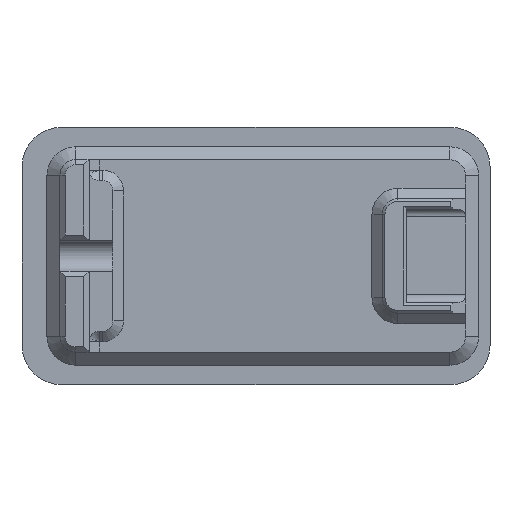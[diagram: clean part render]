
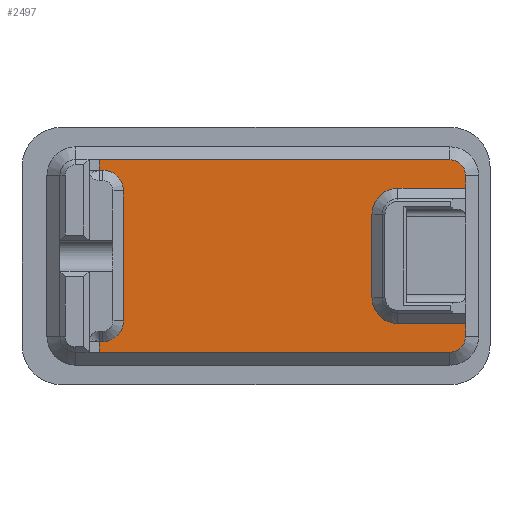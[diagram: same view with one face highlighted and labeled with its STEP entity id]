
A CAD part, top view. The second image highlights one B-rep face of the part: STEP entity #2497.
In plain terms, the highlighted planar face has unit normal (0, 0, 1).
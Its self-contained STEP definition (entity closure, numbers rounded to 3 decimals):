
#104=CIRCLE('',#2685,2.);
#106=CIRCLE('',#2689,2.);
#109=CIRCLE('',#2697,1.5);
#110=CIRCLE('',#2698,2.5);
#111=CIRCLE('',#2699,2.5);
#112=CIRCLE('',#2700,1.5);
#240=FACE_OUTER_BOUND('',#405,.T.);
#405=EDGE_LOOP('',(#1702,#1703,#1704,#1705,#1706,#1707,#1708,#1709,#1710,
#1711,#1712,#1713,#1714,#1715,#1716,#1717,#1718,#1719));
#591=LINE('',#3771,#839);
#595=LINE('',#3779,#843);
#598=LINE('',#3790,#846);
#603=LINE('',#3803,#851);
#605=LINE('',#3810,#853);
#608=LINE('',#3818,#856);
#609=LINE('',#3822,#857);
#610=LINE('',#3824,#858);
#611=LINE('',#3828,#859);
#612=LINE('',#3832,#860);
#613=LINE('',#3834,#861);
#614=LINE('',#3837,#862);
#839=VECTOR('',#2965,10.);
#843=VECTOR('',#2971,10.);
#846=VECTOR('',#2982,10.);
#851=VECTOR('',#2995,10.);
#853=VECTOR('',#3003,10.);
#856=VECTOR('',#3012,10.);
#857=VECTOR('',#3015,10.);
#858=VECTOR('',#3016,10.);
#859=VECTOR('',#3019,10.);
#860=VECTOR('',#3022,10.);
#861=VECTOR('',#3023,10.);
#862=VECTOR('',#3026,10.);
#1085=VERTEX_POINT('',#3765);
#1087=VERTEX_POINT('',#3769);
#1090=VERTEX_POINT('',#3777);
#1092=VERTEX_POINT('',#3783);
#1094=VERTEX_POINT('',#3788);
#1096=VERTEX_POINT('',#3795);
#1098=VERTEX_POINT('',#3801);
#1100=VERTEX_POINT('',#3808);
#1102=VERTEX_POINT('',#3817);
#1103=VERTEX_POINT('',#3819);
#1104=VERTEX_POINT('',#3821);
#1105=VERTEX_POINT('',#3823);
#1106=VERTEX_POINT('',#3825);
#1107=VERTEX_POINT('',#3827);
#1108=VERTEX_POINT('',#3829);
#1109=VERTEX_POINT('',#3831);
#1110=VERTEX_POINT('',#3833);
#1111=VERTEX_POINT('',#3835);
#1311=EDGE_CURVE('',#1087,#1085,#591,.T.);
#1315=EDGE_CURVE('',#1090,#1087,#595,.T.);
#1318=EDGE_CURVE('',#1092,#1090,#104,.T.);
#1320=EDGE_CURVE('',#1094,#1092,#598,.T.);
#1324=EDGE_CURVE('',#1096,#1094,#106,.T.);
#1327=EDGE_CURVE('',#1098,#1096,#603,.T.);
#1330=EDGE_CURVE('',#1100,#1098,#605,.T.);
#1334=EDGE_CURVE('',#1102,#1100,#608,.T.);
#1335=EDGE_CURVE('',#1103,#1102,#109,.T.);
#1336=EDGE_CURVE('',#1104,#1103,#609,.T.);
#1337=EDGE_CURVE('',#1105,#1104,#610,.T.);
#1338=EDGE_CURVE('',#1106,#1105,#110,.T.);
#1339=EDGE_CURVE('',#1107,#1106,#611,.T.);
#1340=EDGE_CURVE('',#1108,#1107,#111,.T.);
#1341=EDGE_CURVE('',#1109,#1108,#612,.T.);
#1342=EDGE_CURVE('',#1110,#1109,#613,.T.);
#1343=EDGE_CURVE('',#1111,#1110,#112,.T.);
#1344=EDGE_CURVE('',#1085,#1111,#614,.T.);
#1702=ORIENTED_EDGE('',*,*,#1311,.F.);
#1703=ORIENTED_EDGE('',*,*,#1315,.F.);
#1704=ORIENTED_EDGE('',*,*,#1318,.F.);
#1705=ORIENTED_EDGE('',*,*,#1320,.F.);
#1706=ORIENTED_EDGE('',*,*,#1324,.F.);
#1707=ORIENTED_EDGE('',*,*,#1327,.F.);
#1708=ORIENTED_EDGE('',*,*,#1330,.F.);
#1709=ORIENTED_EDGE('',*,*,#1334,.F.);
#1710=ORIENTED_EDGE('',*,*,#1335,.F.);
#1711=ORIENTED_EDGE('',*,*,#1336,.F.);
#1712=ORIENTED_EDGE('',*,*,#1337,.F.);
#1713=ORIENTED_EDGE('',*,*,#1338,.F.);
#1714=ORIENTED_EDGE('',*,*,#1339,.F.);
#1715=ORIENTED_EDGE('',*,*,#1340,.F.);
#1716=ORIENTED_EDGE('',*,*,#1341,.F.);
#1717=ORIENTED_EDGE('',*,*,#1342,.F.);
#1718=ORIENTED_EDGE('',*,*,#1343,.F.);
#1719=ORIENTED_EDGE('',*,*,#1344,.F.);
#2393=PLANE('',#2696);
#2497=ADVANCED_FACE('',(#240),#2393,.T.);
#2685=AXIS2_PLACEMENT_3D('',#3785,#2977,#2978);
#2689=AXIS2_PLACEMENT_3D('',#3797,#2989,#2990);
#2696=AXIS2_PLACEMENT_3D('',#3816,#3010,#3011);
#2697=AXIS2_PLACEMENT_3D('',#3820,#3013,#3014);
#2698=AXIS2_PLACEMENT_3D('',#3826,#3017,#3018);
#2699=AXIS2_PLACEMENT_3D('',#3830,#3020,#3021);
#2700=AXIS2_PLACEMENT_3D('',#3836,#3024,#3025);
#2965=DIRECTION('',(0.,1.,0.));
#2971=DIRECTION('',(-1.,0.,0.));
#2977=DIRECTION('center_axis',(0.,0.,1.));
#2978=DIRECTION('ref_axis',(0.707,0.707,0.));
#2982=DIRECTION('',(0.,1.,0.));
#2989=DIRECTION('center_axis',(0.,0.,1.));
#2990=DIRECTION('ref_axis',(0.707,-0.707,0.));
#2995=DIRECTION('',(1.,0.,0.));
#3003=DIRECTION('',(0.,1.,0.));
#3010=DIRECTION('center_axis',(0.,0.,1.));
#3011=DIRECTION('ref_axis',(1.,0.,0.));
#3012=DIRECTION('',(-1.,0.,0.));
#3013=DIRECTION('center_axis',(0.,0.,-1.));
#3014=DIRECTION('ref_axis',(0.707,-0.707,0.));
#3015=DIRECTION('',(0.,-1.,0.));
#3016=DIRECTION('',(1.,0.,0.));
#3017=DIRECTION('center_axis',(0.,0.,1.));
#3018=DIRECTION('ref_axis',(-0.707,-0.707,0.));
#3019=DIRECTION('',(0.,-1.,0.));
#3020=DIRECTION('center_axis',(0.,0.,1.));
#3021=DIRECTION('ref_axis',(-0.707,0.707,0.));
#3022=DIRECTION('',(-1.,0.,0.));
#3023=DIRECTION('',(0.,-1.,0.));
#3024=DIRECTION('center_axis',(0.,0.,-1.));
#3025=DIRECTION('ref_axis',(0.707,0.707,0.));
#3026=DIRECTION('',(1.,0.,0.));
#3765=CARTESIAN_POINT('',(-16.05,9.25,3.75));
#3769=CARTESIAN_POINT('',(-16.05,8.25,3.75));
#3771=CARTESIAN_POINT('',(-16.05,-4.625,3.75));
#3777=CARTESIAN_POINT('',(-15.75,8.25,3.75));
#3779=CARTESIAN_POINT('',(-6.475,8.25,3.75));
#3783=CARTESIAN_POINT('',(-13.75,6.25,3.75));
#3785=CARTESIAN_POINT('Origin',(-15.75,6.25,3.75));
#3788=CARTESIAN_POINT('',(-13.75,-6.25,3.75));
#3790=CARTESIAN_POINT('',(-13.75,-4.625,3.75));
#3795=CARTESIAN_POINT('',(-15.75,-8.25,3.75));
#3797=CARTESIAN_POINT('Origin',(-15.75,-6.25,3.75));
#3801=CARTESIAN_POINT('',(-16.05,-8.25,3.75));
#3803=CARTESIAN_POINT('',(-7.475,-8.25,3.75));
#3808=CARTESIAN_POINT('',(-16.05,-9.25,3.75));
#3810=CARTESIAN_POINT('',(-16.05,-4.625,3.75));
#3816=CARTESIAN_POINT('Origin',(2.4,0.,3.75));
#3817=CARTESIAN_POINT('',(17.65,-9.25,3.75));
#3818=CARTESIAN_POINT('',(-7.475,-9.25,3.75));
#3819=CARTESIAN_POINT('',(19.15,-7.75,3.75));
#3820=CARTESIAN_POINT('Origin',(17.65,-7.75,3.75));
#3821=CARTESIAN_POINT('',(19.15,-6.5,3.75));
#3822=CARTESIAN_POINT('',(19.15,-4.625,3.75));
#3823=CARTESIAN_POINT('',(12.65,-6.5,3.75));
#3824=CARTESIAN_POINT('',(6.775,-6.5,3.75));
#3825=CARTESIAN_POINT('',(10.15,-4.,3.75));
#3826=CARTESIAN_POINT('Origin',(12.65,-4.,3.75));
#3827=CARTESIAN_POINT('',(10.15,4.,3.75));
#3828=CARTESIAN_POINT('',(10.15,2.75,3.75));
#3829=CARTESIAN_POINT('',(12.65,6.5,3.75));
#3830=CARTESIAN_POINT('Origin',(12.65,4.,3.75));
#3831=CARTESIAN_POINT('',(19.15,6.5,3.75));
#3832=CARTESIAN_POINT('',(10.775,6.5,3.75));
#3833=CARTESIAN_POINT('',(19.15,7.75,3.75));
#3834=CARTESIAN_POINT('',(19.15,-4.625,3.75));
#3835=CARTESIAN_POINT('',(17.65,9.25,3.75));
#3836=CARTESIAN_POINT('Origin',(17.65,7.75,3.75));
#3837=CARTESIAN_POINT('',(6.575,9.25,3.75));
